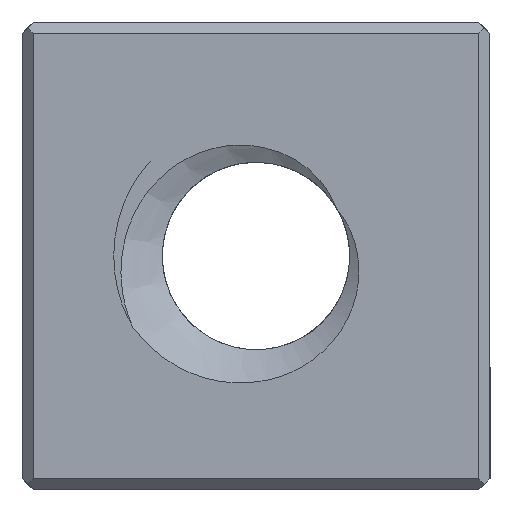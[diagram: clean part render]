
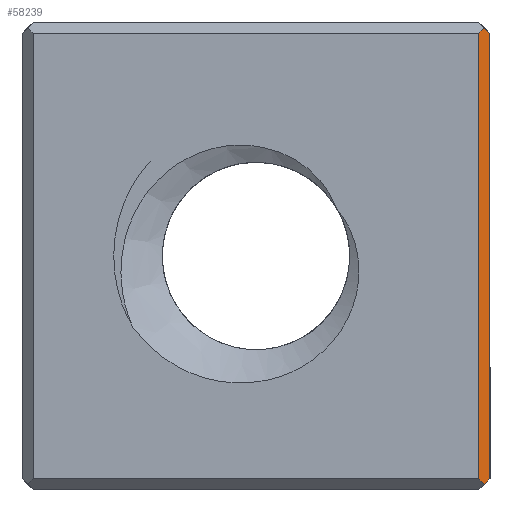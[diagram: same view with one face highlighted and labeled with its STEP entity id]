
A CAD part, left-side view. The second image highlights one B-rep face of the part: STEP entity #58239.
In plain terms, the highlighted planar face has unit normal (-0.707, -0.707, 0).
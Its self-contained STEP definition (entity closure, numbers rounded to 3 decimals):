
#49113 = PLANE('',#49114);
#49114 = AXIS2_PLACEMENT_3D('',#49115,#49116,#49117);
#49115 = CARTESIAN_POINT('',(0.,0.,0.));
#49116 = DIRECTION('',(0.,1.,0.));
#49117 = DIRECTION('',(1.,0.,0.));
#49604 = VERTEX_POINT('',#49605);
#49605 = CARTESIAN_POINT('',(0.3,0.,0.3));
#49621 = PLANE('',#49622);
#49622 = AXIS2_PLACEMENT_3D('',#49623,#49624,#49625);
#49623 = CARTESIAN_POINT('',(0.,0.,0.3));
#49624 = DIRECTION('',(0.,0.707,0.707
    ));
#49625 = DIRECTION('',(0.,0.707,-0.707
    ));
#49633 = EDGE_CURVE('',#49604,#49634,#49636,.T.);
#49634 = VERTEX_POINT('',#49635);
#49635 = CARTESIAN_POINT('',(0.3,0.,12.2));
#49636 = SURFACE_CURVE('',#49637,(#49641,#49648),.PCURVE_S1.);
#49637 = LINE('',#49638,#49639);
#49638 = CARTESIAN_POINT('',(0.3,0.,0.));
#49639 = VECTOR('',#49640,1.);
#49640 = DIRECTION('',(0.,0.,1.));
#49641 = PCURVE('',#49113,#49642);
#49642 = DEFINITIONAL_REPRESENTATION('',(#49643),#49647);
#49643 = LINE('',#49644,#49645);
#49644 = CARTESIAN_POINT('',(0.3,0.));
#49645 = VECTOR('',#49646,1.);
#49646 = DIRECTION('',(0.,-1.));
#49647 = ( GEOMETRIC_REPRESENTATION_CONTEXT(2) 
PARAMETRIC_REPRESENTATION_CONTEXT() REPRESENTATION_CONTEXT('2D SPACE',''
  ) );
#49648 = PCURVE('',#49649,#49654);
#49649 = PLANE('',#49650);
#49650 = AXIS2_PLACEMENT_3D('',#49651,#49652,#49653);
#49651 = CARTESIAN_POINT('',(0.3,0.,0.));
#49652 = DIRECTION('',(-0.707,-0.707,0.));
#49653 = DIRECTION('',(-0.707,0.707,0.));
#49654 = DEFINITIONAL_REPRESENTATION('',(#49655),#49659);
#49655 = LINE('',#49656,#49657);
#49656 = CARTESIAN_POINT('',(0.,0.));
#49657 = VECTOR('',#49658,1.);
#49658 = DIRECTION('',(0.,-1.));
#49659 = ( GEOMETRIC_REPRESENTATION_CONTEXT(2) 
PARAMETRIC_REPRESENTATION_CONTEXT() REPRESENTATION_CONTEXT('2D SPACE',''
  ) );
#49677 = PLANE('',#49678);
#49678 = AXIS2_PLACEMENT_3D('',#49679,#49680,#49681);
#49679 = CARTESIAN_POINT('',(0.,0.,12.2));
#49680 = DIRECTION('',(0.,-0.707,
    0.707));
#49681 = DIRECTION('',(0.,0.707,0.707));
#53122 = PLANE('',#53123);
#53123 = AXIS2_PLACEMENT_3D('',#53124,#53125,#53126);
#53124 = CARTESIAN_POINT('',(0.3,0.,12.5));
#53125 = DIRECTION('',(-0.707,0.,
    0.707));
#53126 = DIRECTION('',(-0.707,0.,
    -0.707));
#57040 = PLANE('',#57041);
#57041 = AXIS2_PLACEMENT_3D('',#57042,#57043,#57044);
#57042 = CARTESIAN_POINT('',(0.,0.,0.3));
#57043 = DIRECTION('',(-0.707,0.,
    -0.707));
#57044 = DIRECTION('',(0.707,0.,-0.707
    ));
#57986 = VERTEX_POINT('',#57987);
#57987 = CARTESIAN_POINT('',(0.15,0.15,0.15));
#58008 = EDGE_CURVE('',#57986,#49604,#58009,.T.);
#58009 = SURFACE_CURVE('',#58010,(#58014,#58021),.PCURVE_S1.);
#58010 = LINE('',#58011,#58012);
#58011 = CARTESIAN_POINT('',(0.2,0.1,0.2));
#58012 = VECTOR('',#58013,1.);
#58013 = DIRECTION('',(0.577,-0.577,0.577));
#58014 = PCURVE('',#49621,#58015);
#58015 = DEFINITIONAL_REPRESENTATION('',(#58016),#58020);
#58016 = LINE('',#58017,#58018);
#58017 = CARTESIAN_POINT('',(0.141,-0.2));
#58018 = VECTOR('',#58019,1.);
#58019 = DIRECTION('',(-0.816,-0.577));
#58020 = ( GEOMETRIC_REPRESENTATION_CONTEXT(2) 
PARAMETRIC_REPRESENTATION_CONTEXT() REPRESENTATION_CONTEXT('2D SPACE',''
  ) );
#58021 = PCURVE('',#49649,#58022);
#58022 = DEFINITIONAL_REPRESENTATION('',(#58023),#58027);
#58023 = LINE('',#58024,#58025);
#58024 = CARTESIAN_POINT('',(0.141,-0.2));
#58025 = VECTOR('',#58026,1.);
#58026 = DIRECTION('',(-0.816,-0.577));
#58027 = ( GEOMETRIC_REPRESENTATION_CONTEXT(2) 
PARAMETRIC_REPRESENTATION_CONTEXT() REPRESENTATION_CONTEXT('2D SPACE',''
  ) );
#58174 = VERTEX_POINT('',#58175);
#58175 = CARTESIAN_POINT('',(0.15,0.15,12.35));
#58196 = EDGE_CURVE('',#58174,#49634,#58197,.T.);
#58197 = SURFACE_CURVE('',#58198,(#58202,#58209),.PCURVE_S1.);
#58198 = LINE('',#58199,#58200);
#58199 = CARTESIAN_POINT('',(2.283,-1.983,
    10.217));
#58200 = VECTOR('',#58201,1.);
#58201 = DIRECTION('',(0.577,-0.577,-0.577));
#58202 = PCURVE('',#49677,#58203);
#58203 = DEFINITIONAL_REPRESENTATION('',(#58204),#58208);
#58204 = LINE('',#58205,#58206);
#58205 = CARTESIAN_POINT('',(-2.805,-2.283));
#58206 = VECTOR('',#58207,1.);
#58207 = DIRECTION('',(-0.816,-0.577));
#58208 = ( GEOMETRIC_REPRESENTATION_CONTEXT(2) 
PARAMETRIC_REPRESENTATION_CONTEXT() REPRESENTATION_CONTEXT('2D SPACE',''
  ) );
#58209 = PCURVE('',#49649,#58210);
#58210 = DEFINITIONAL_REPRESENTATION('',(#58211),#58215);
#58211 = LINE('',#58212,#58213);
#58212 = CARTESIAN_POINT('',(-2.805,-10.217));
#58213 = VECTOR('',#58214,1.);
#58214 = DIRECTION('',(-0.816,0.577));
#58215 = ( GEOMETRIC_REPRESENTATION_CONTEXT(2) 
PARAMETRIC_REPRESENTATION_CONTEXT() REPRESENTATION_CONTEXT('2D SPACE',''
  ) );
#58239 = ADVANCED_FACE('',(#58240),#49649,.T.);
#58240 = FACE_BOUND('',#58241,.T.);
#58241 = EDGE_LOOP('',(#58242,#58243,#58244,#58245,#58268,#58296));
#58242 = ORIENTED_EDGE('',*,*,#58008,.T.);
#58243 = ORIENTED_EDGE('',*,*,#49633,.T.);
#58244 = ORIENTED_EDGE('',*,*,#58196,.F.);
#58245 = ORIENTED_EDGE('',*,*,#58246,.F.);
#58246 = EDGE_CURVE('',#58247,#58174,#58249,.T.);
#58247 = VERTEX_POINT('',#58248);
#58248 = CARTESIAN_POINT('',(0.,0.3,12.2));
#58249 = SURFACE_CURVE('',#58250,(#58254,#58261),.PCURVE_S1.);
#58250 = LINE('',#58251,#58252);
#58251 = CARTESIAN_POINT('',(-1.783,2.083,
    10.417));
#58252 = VECTOR('',#58253,1.);
#58253 = DIRECTION('',(0.577,-0.577,0.577));
#58254 = PCURVE('',#49649,#58255);
#58255 = DEFINITIONAL_REPRESENTATION('',(#58256),#58260);
#58256 = LINE('',#58257,#58258);
#58257 = CARTESIAN_POINT('',(2.946,-10.417));
#58258 = VECTOR('',#58259,1.);
#58259 = DIRECTION('',(-0.816,-0.577));
#58260 = ( GEOMETRIC_REPRESENTATION_CONTEXT(2) 
PARAMETRIC_REPRESENTATION_CONTEXT() REPRESENTATION_CONTEXT('2D SPACE',''
  ) );
#58261 = PCURVE('',#53122,#58262);
#58262 = DEFINITIONAL_REPRESENTATION('',(#58263),#58267);
#58263 = LINE('',#58264,#58265);
#58264 = CARTESIAN_POINT('',(2.946,-2.083));
#58265 = VECTOR('',#58266,1.);
#58266 = DIRECTION('',(-0.816,0.577));
#58267 = ( GEOMETRIC_REPRESENTATION_CONTEXT(2) 
PARAMETRIC_REPRESENTATION_CONTEXT() REPRESENTATION_CONTEXT('2D SPACE',''
  ) );
#58268 = ORIENTED_EDGE('',*,*,#58269,.F.);
#58269 = EDGE_CURVE('',#58270,#58247,#58272,.T.);
#58270 = VERTEX_POINT('',#58271);
#58271 = CARTESIAN_POINT('',(0.,0.3,0.3));
#58272 = SURFACE_CURVE('',#58273,(#58277,#58284),.PCURVE_S1.);
#58273 = LINE('',#58274,#58275);
#58274 = CARTESIAN_POINT('',(0.,0.3,0.));
#58275 = VECTOR('',#58276,1.);
#58276 = DIRECTION('',(0.,0.,1.));
#58277 = PCURVE('',#49649,#58278);
#58278 = DEFINITIONAL_REPRESENTATION('',(#58279),#58283);
#58279 = LINE('',#58280,#58281);
#58280 = CARTESIAN_POINT('',(0.424,0.));
#58281 = VECTOR('',#58282,1.);
#58282 = DIRECTION('',(0.,-1.));
#58283 = ( GEOMETRIC_REPRESENTATION_CONTEXT(2) 
PARAMETRIC_REPRESENTATION_CONTEXT() REPRESENTATION_CONTEXT('2D SPACE',''
  ) );
#58284 = PCURVE('',#58285,#58290);
#58285 = PLANE('',#58286);
#58286 = AXIS2_PLACEMENT_3D('',#58287,#58288,#58289);
#58287 = CARTESIAN_POINT('',(0.,12.5,0.));
#58288 = DIRECTION('',(1.,0.,0.));
#58289 = DIRECTION('',(0.,-1.,0.));
#58290 = DEFINITIONAL_REPRESENTATION('',(#58291),#58295);
#58291 = LINE('',#58292,#58293);
#58292 = CARTESIAN_POINT('',(12.2,0.));
#58293 = VECTOR('',#58294,1.);
#58294 = DIRECTION('',(0.,-1.));
#58295 = ( GEOMETRIC_REPRESENTATION_CONTEXT(2) 
PARAMETRIC_REPRESENTATION_CONTEXT() REPRESENTATION_CONTEXT('2D SPACE',''
  ) );
#58296 = ORIENTED_EDGE('',*,*,#58297,.F.);
#58297 = EDGE_CURVE('',#57986,#58270,#58298,.T.);
#58298 = SURFACE_CURVE('',#58299,(#58303,#58310),.PCURVE_S1.);
#58299 = LINE('',#58300,#58301);
#58300 = CARTESIAN_POINT('',(0.2,0.1,0.1));
#58301 = VECTOR('',#58302,1.);
#58302 = DIRECTION('',(-0.577,0.577,0.577));
#58303 = PCURVE('',#49649,#58304);
#58304 = DEFINITIONAL_REPRESENTATION('',(#58305),#58309);
#58305 = LINE('',#58306,#58307);
#58306 = CARTESIAN_POINT('',(0.141,-0.1));
#58307 = VECTOR('',#58308,1.);
#58308 = DIRECTION('',(0.816,-0.577));
#58309 = ( GEOMETRIC_REPRESENTATION_CONTEXT(2) 
PARAMETRIC_REPRESENTATION_CONTEXT() REPRESENTATION_CONTEXT('2D SPACE',''
  ) );
#58310 = PCURVE('',#57040,#58311);
#58311 = DEFINITIONAL_REPRESENTATION('',(#58312),#58316);
#58312 = LINE('',#58313,#58314);
#58313 = CARTESIAN_POINT('',(0.283,-0.1));
#58314 = VECTOR('',#58315,1.);
#58315 = DIRECTION('',(-0.816,-0.577));
#58316 = ( GEOMETRIC_REPRESENTATION_CONTEXT(2) 
PARAMETRIC_REPRESENTATION_CONTEXT() REPRESENTATION_CONTEXT('2D SPACE',''
  ) );
